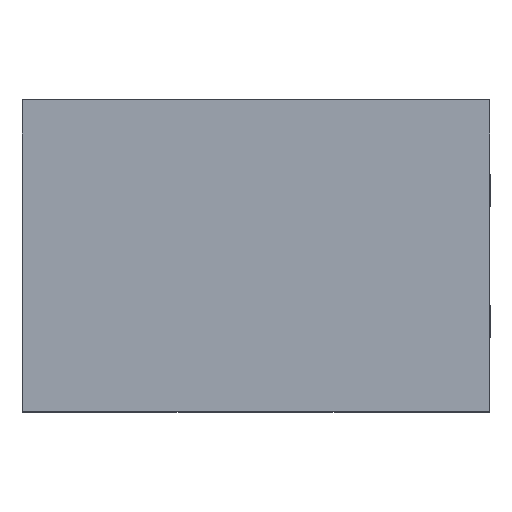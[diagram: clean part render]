
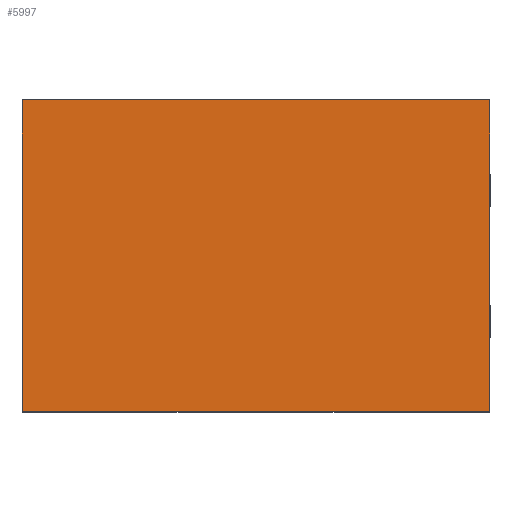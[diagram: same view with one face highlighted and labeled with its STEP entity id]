
A CAD part, top view. The second image highlights one B-rep face of the part: STEP entity #5997.
In plain terms, the highlighted planar face has unit normal (0, 0, 1).
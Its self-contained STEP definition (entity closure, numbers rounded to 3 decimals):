
#928=ORIENTED_EDGE('',*,*,#2218,.T.);
#929=ORIENTED_EDGE('',*,*,#2221,.T.);
#930=ORIENTED_EDGE('',*,*,#2224,.T.);
#931=ORIENTED_EDGE('',*,*,#2225,.T.);
#2218=EDGE_CURVE('',#2941,#2940,#3648,.T.);
#2221=EDGE_CURVE('',#2940,#2942,#3651,.T.);
#2224=EDGE_CURVE('',#2942,#2943,#3654,.T.);
#2225=EDGE_CURVE('',#2943,#2941,#3655,.T.);
#2940=VERTEX_POINT('',#10065);
#2941=VERTEX_POINT('',#10067);
#2942=VERTEX_POINT('',#10071);
#2943=VERTEX_POINT('',#10076);
#3648=LINE('',#10066,#4492);
#3651=LINE('',#10072,#4495);
#3654=LINE('',#10077,#4498);
#3655=LINE('',#10079,#4499);
#4492=VECTOR('',#8417,1000.);
#4495=VECTOR('',#8422,1000.);
#4498=VECTOR('',#8427,1000.);
#4499=VECTOR('',#8430,1000.);
#5066=EDGE_LOOP('',(#928,#929,#930,#931));
#5384=FACE_BOUND('',#5066,.T.);
#5691=PLANE('',#7514);
#5997=ADVANCED_FACE('',(#5384),#5691,.T.);
#7514=AXIS2_PLACEMENT_3D('',#10080,#8431,#8432);
#8417=DIRECTION('',(0.,1.,0.));
#8422=DIRECTION('',(-1.,0.,0.));
#8427=DIRECTION('',(0.,-1.,0.));
#8430=DIRECTION('',(1.,0.,0.));
#8431=DIRECTION('',(0.,0.,1.));
#8432=DIRECTION('',(1.,0.,0.));
#10065=CARTESIAN_POINT('',(1.5,1.,0.8));
#10066=CARTESIAN_POINT('',(1.5,-1.,0.8));
#10067=CARTESIAN_POINT('',(1.5,-1.,0.8));
#10071=CARTESIAN_POINT('',(-1.5,1.,0.8));
#10072=CARTESIAN_POINT('',(1.5,1.,0.8));
#10076=CARTESIAN_POINT('',(-1.5,-1.,0.8));
#10077=CARTESIAN_POINT('',(-1.5,1.,0.8));
#10079=CARTESIAN_POINT('',(-1.5,-1.,0.8));
#10080=CARTESIAN_POINT('',(0.,0.,0.8));
